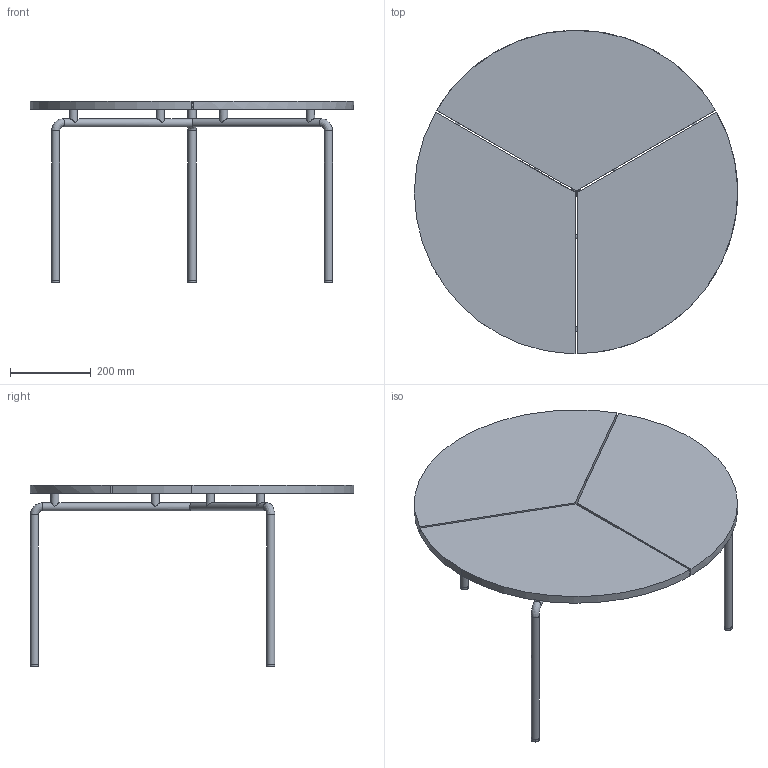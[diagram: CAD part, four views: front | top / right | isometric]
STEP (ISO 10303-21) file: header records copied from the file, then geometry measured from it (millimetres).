
FILE_DESCRIPTION(/* description */ (''),/* implementation_level */ '2;1');
FILE_NAME(/* name */ 'Circular_CB-36_3D',/* time_stamp */ '2023-10-06T13:17:12+02:00',/* author */ (''),/* organization */ (''),/* preprocessor_version */ 'ST-DEVELOPER v16.5',/* originating_system */ 'Rhino 7.31',/* authorisation */ '');
FILE_SCHEMA (('AUTOMOTIVE_DESIGN'));
Length unit declared in the file: centimetre
Products named in the file (2): Document; Circular_CB-36
Assembly tree (1 placements, depth 2):
  Document
    Circular_CB-36
Bounding box: 799.83 x 799.84 x 450 mm (x, y, z)
Surface area: 1246374.8 mm2 (no closed solid volume)
Topology: 0 solids, 1 shells, 69 faces, 188 edges, 120 vertices
Faces by surface type: plane 33, cylinder 33, bspline 3
Full cylindrical faces by diameter (mm): 10 x3, 12 x3, 20 x15
Entity records: 2893 total; most frequent: CARTESIAN_POINT 1602, ORIENTED_EDGE 382, EDGE_CURVE 194, VERTEX_POINT 123, B_SPLINE_CURVE_WITH_KNOTS 99, EDGE_LOOP 84, DIRECTION 74, AXIS2_PLACEMENT_3D 70
